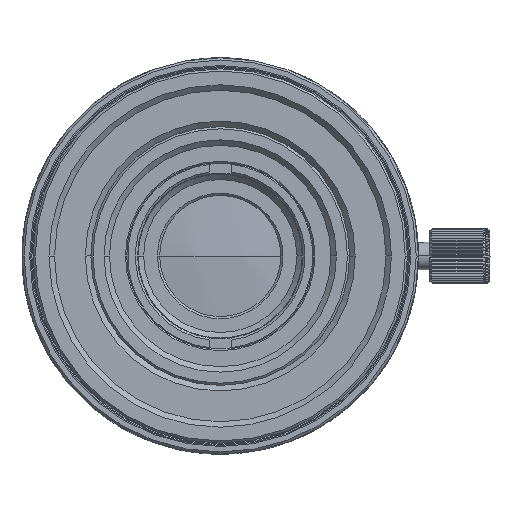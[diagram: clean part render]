
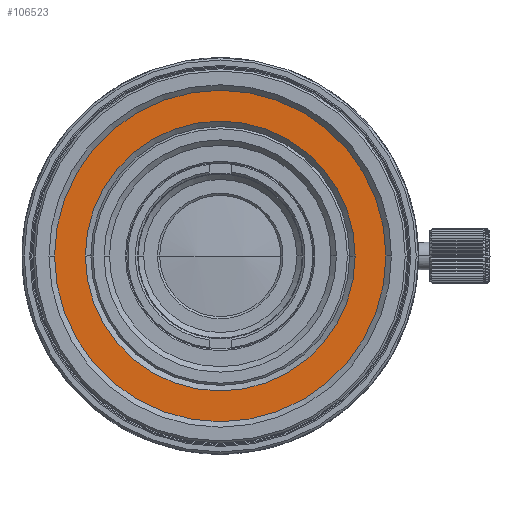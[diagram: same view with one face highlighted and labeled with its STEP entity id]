
A CAD part, left-side view. The second image highlights one B-rep face of the part: STEP entity #106523.
In plain terms, the highlighted planar face has unit normal (-1, 0, 0).
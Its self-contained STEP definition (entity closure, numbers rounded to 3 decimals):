
#3854 = DIRECTION ( 'NONE',  ( -1., 0., 0. ) ) ;
#7819 = CARTESIAN_POINT ( 'NONE',  ( -56.326, -12.25, 0. ) ) ;
#19405 = EDGE_CURVE ( 'NONE', #97310, #78088, #115138, .T. ) ;
#21517 = DIRECTION ( 'NONE',  ( 1., 0., 0. ) ) ;
#23733 = CARTESIAN_POINT ( 'NONE',  ( -56.326, 15.55, 0. ) ) ;
#24606 = CIRCLE ( 'NONE', #70674, 12.25 ) ;
#27292 = CARTESIAN_POINT ( 'NONE',  ( -56.326, 0., 0. ) ) ;
#28529 = DIRECTION ( 'NONE',  ( 0., 1., 0. ) ) ;
#32180 = CARTESIAN_POINT ( 'NONE',  ( -56.326, 0., 0. ) ) ;
#32807 = FACE_OUTER_BOUND ( 'NONE', #96533, .T. ) ;
#32856 = CARTESIAN_POINT ( 'NONE',  ( -56.326, 12.25, 0. ) ) ;
#33606 = CARTESIAN_POINT ( 'NONE',  ( -56.326, -15.55, 0. ) ) ;
#33613 = CARTESIAN_POINT ( 'NONE',  ( -56.326, 0., 0. ) ) ;
#40122 = AXIS2_PLACEMENT_3D ( 'NONE', #32180, #21517, #98158 ) ;
#40296 = EDGE_CURVE ( 'NONE', #78088, #97310, #94040, .T. ) ;
#41355 = VERTEX_POINT ( 'NONE', #7819 ) ;
#41591 = FACE_BOUND ( 'NONE', #57442, .T. ) ;
#47023 = CIRCLE ( 'NONE', #79180, 12.25 ) ;
#47819 = EDGE_CURVE ( 'NONE', #102117, #41355, #47023, .T. ) ;
#55477 = ORIENTED_EDGE ( 'NONE', *, *, #19405, .F. ) ;
#57442 = EDGE_LOOP ( 'NONE', ( #104440, #66860 ) ) ;
#62878 = DIRECTION ( 'NONE',  ( 0., 1., 0. ) ) ;
#63549 = EDGE_CURVE ( 'NONE', #41355, #102117, #24606, .T. ) ;
#66860 = ORIENTED_EDGE ( 'NONE', *, *, #47819, .F. ) ;
#70674 = AXIS2_PLACEMENT_3D ( 'NONE', #110140, #100092, #98843 ) ;
#78088 = VERTEX_POINT ( 'NONE', #33606 ) ;
#79180 = AXIS2_PLACEMENT_3D ( 'NONE', #81117, #3854, #62878 ) ;
#81117 = CARTESIAN_POINT ( 'NONE',  ( -56.326, 0., 0. ) ) ;
#84085 = AXIS2_PLACEMENT_3D ( 'NONE', #33613, #122149, #93245 ) ;
#93245 = DIRECTION ( 'NONE',  ( 0., -1., 0. ) ) ;
#94040 = CIRCLE ( 'NONE', #84085, 15.55 ) ;
#96533 = EDGE_LOOP ( 'NONE', ( #55477, #107687 ) ) ;
#97106 = AXIS2_PLACEMENT_3D ( 'NONE', #27292, #113984, #28529 ) ;
#97310 = VERTEX_POINT ( 'NONE', #23733 ) ;
#98158 = DIRECTION ( 'NONE',  ( 0., 1., 0. ) ) ;
#98843 = DIRECTION ( 'NONE',  ( 0., -1., 0. ) ) ;
#100092 = DIRECTION ( 'NONE',  ( -1., 0., 0. ) ) ;
#102117 = VERTEX_POINT ( 'NONE', #32856 ) ;
#104440 = ORIENTED_EDGE ( 'NONE', *, *, #63549, .F. ) ;
#106523 = ADVANCED_FACE ( 'NONE', ( #32807, #41591 ), #118910, .F. ) ;
#107687 = ORIENTED_EDGE ( 'NONE', *, *, #40296, .F. ) ;
#110140 = CARTESIAN_POINT ( 'NONE',  ( -56.326, 0., 0. ) ) ;
#113984 = DIRECTION ( 'NONE',  ( 1., 0., 0. ) ) ;
#115138 = CIRCLE ( 'NONE', #97106, 15.55 ) ;
#118910 = PLANE ( 'NONE',  #40122 ) ;
#122149 = DIRECTION ( 'NONE',  ( 1., 0., 0. ) ) ;
